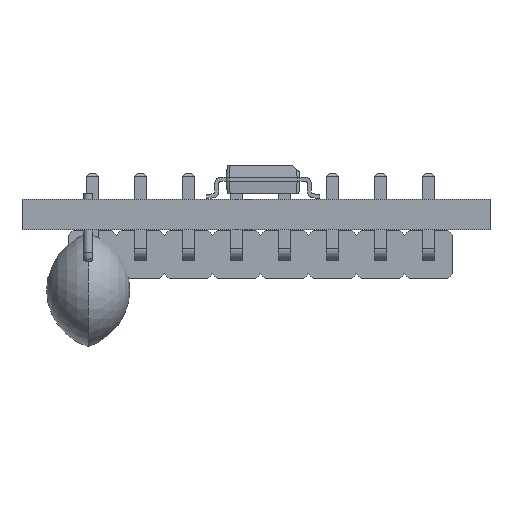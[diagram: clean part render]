
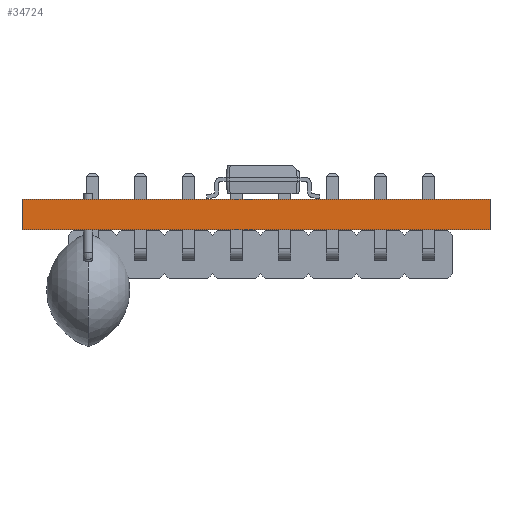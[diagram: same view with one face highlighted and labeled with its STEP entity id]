
A CAD part, front view. The second image highlights one B-rep face of the part: STEP entity #34724.
In plain terms, the highlighted planar face has unit normal (0, -1, 0).
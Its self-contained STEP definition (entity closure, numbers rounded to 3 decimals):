
#33780 = PLANE('',#33781);
#33781 = AXIS2_PLACEMENT_3D('',#33782,#33783,#33784);
#33782 = CARTESIAN_POINT('',(12.375,-12.5,0.));
#33783 = DIRECTION('',(-1.,0.,0.));
#33784 = DIRECTION('',(0.,1.,0.));
#33808 = PLANE('',#33809);
#33809 = AXIS2_PLACEMENT_3D('',#33810,#33811,#33812);
#33810 = CARTESIAN_POINT('',(12.375,12.5,1.6));
#33811 = DIRECTION('',(-0.,0.,-1.));
#33812 = DIRECTION('',(-1.,0.,0.));
#33836 = PLANE('',#33837);
#33837 = AXIS2_PLACEMENT_3D('',#33838,#33839,#33840);
#33838 = CARTESIAN_POINT('',(-12.375,12.5,0.));
#33839 = DIRECTION('',(1.,0.,-0.));
#33840 = DIRECTION('',(0.,-1.,0.));
#33862 = PLANE('',#33863);
#33863 = AXIS2_PLACEMENT_3D('',#33864,#33865,#33866);
#33864 = CARTESIAN_POINT('',(12.375,12.5,0.));
#33865 = DIRECTION('',(-0.,0.,-1.));
#33866 = DIRECTION('',(-1.,0.,0.));
#33877 = EDGE_CURVE('',#33878,#33880,#33882,.T.);
#33878 = VERTEX_POINT('',#33879);
#33879 = CARTESIAN_POINT('',(12.375,-12.5,0.));
#33880 = VERTEX_POINT('',#33881);
#33881 = CARTESIAN_POINT('',(12.375,-12.5,1.6));
#33882 = SURFACE_CURVE('',#33883,(#33887,#33894),.PCURVE_S1.);
#33883 = LINE('',#33884,#33885);
#33884 = CARTESIAN_POINT('',(12.375,-12.5,0.));
#33885 = VECTOR('',#33886,1.);
#33886 = DIRECTION('',(0.,0.,1.));
#33887 = PCURVE('',#33780,#33888);
#33888 = DEFINITIONAL_REPRESENTATION('',(#33889),#33893);
#33889 = LINE('',#33890,#33891);
#33890 = CARTESIAN_POINT('',(0.,0.));
#33891 = VECTOR('',#33892,1.);
#33892 = DIRECTION('',(0.,-1.));
#33893 = ( GEOMETRIC_REPRESENTATION_CONTEXT(2) 
PARAMETRIC_REPRESENTATION_CONTEXT() REPRESENTATION_CONTEXT('2D SPACE',''
  ) );
#33894 = PCURVE('',#33895,#33900);
#33895 = PLANE('',#33896);
#33896 = AXIS2_PLACEMENT_3D('',#33897,#33898,#33899);
#33897 = CARTESIAN_POINT('',(-12.375,-12.5,0.));
#33898 = DIRECTION('',(0.,1.,0.));
#33899 = DIRECTION('',(1.,0.,0.));
#33900 = DEFINITIONAL_REPRESENTATION('',(#33901),#33905);
#33901 = LINE('',#33902,#33903);
#33902 = CARTESIAN_POINT('',(24.75,0.));
#33903 = VECTOR('',#33904,1.);
#33904 = DIRECTION('',(0.,-1.));
#33905 = ( GEOMETRIC_REPRESENTATION_CONTEXT(2) 
PARAMETRIC_REPRESENTATION_CONTEXT() REPRESENTATION_CONTEXT('2D SPACE',''
  ) );
#33955 = VERTEX_POINT('',#33956);
#33956 = CARTESIAN_POINT('',(-12.375,-12.5,1.6));
#33977 = EDGE_CURVE('',#33978,#33955,#33980,.T.);
#33978 = VERTEX_POINT('',#33979);
#33979 = CARTESIAN_POINT('',(-12.375,-12.5,0.));
#33980 = SURFACE_CURVE('',#33981,(#33985,#33992),.PCURVE_S1.);
#33981 = LINE('',#33982,#33983);
#33982 = CARTESIAN_POINT('',(-12.375,-12.5,0.));
#33983 = VECTOR('',#33984,1.);
#33984 = DIRECTION('',(0.,0.,1.));
#33985 = PCURVE('',#33836,#33986);
#33986 = DEFINITIONAL_REPRESENTATION('',(#33987),#33991);
#33987 = LINE('',#33988,#33989);
#33988 = CARTESIAN_POINT('',(25.,0.));
#33989 = VECTOR('',#33990,1.);
#33990 = DIRECTION('',(0.,-1.));
#33991 = ( GEOMETRIC_REPRESENTATION_CONTEXT(2) 
PARAMETRIC_REPRESENTATION_CONTEXT() REPRESENTATION_CONTEXT('2D SPACE',''
  ) );
#33992 = PCURVE('',#33895,#33993);
#33993 = DEFINITIONAL_REPRESENTATION('',(#33994),#33998);
#33994 = LINE('',#33995,#33996);
#33995 = CARTESIAN_POINT('',(0.,0.));
#33996 = VECTOR('',#33997,1.);
#33997 = DIRECTION('',(0.,-1.));
#33998 = ( GEOMETRIC_REPRESENTATION_CONTEXT(2) 
PARAMETRIC_REPRESENTATION_CONTEXT() REPRESENTATION_CONTEXT('2D SPACE',''
  ) );
#34026 = EDGE_CURVE('',#33978,#33878,#34027,.T.);
#34027 = SURFACE_CURVE('',#34028,(#34032,#34039),.PCURVE_S1.);
#34028 = LINE('',#34029,#34030);
#34029 = CARTESIAN_POINT('',(-12.375,-12.5,0.));
#34030 = VECTOR('',#34031,1.);
#34031 = DIRECTION('',(1.,0.,0.));
#34032 = PCURVE('',#33862,#34033);
#34033 = DEFINITIONAL_REPRESENTATION('',(#34034),#34038);
#34034 = LINE('',#34035,#34036);
#34035 = CARTESIAN_POINT('',(24.75,-25.));
#34036 = VECTOR('',#34037,1.);
#34037 = DIRECTION('',(-1.,0.));
#34038 = ( GEOMETRIC_REPRESENTATION_CONTEXT(2) 
PARAMETRIC_REPRESENTATION_CONTEXT() REPRESENTATION_CONTEXT('2D SPACE',''
  ) );
#34039 = PCURVE('',#33895,#34040);
#34040 = DEFINITIONAL_REPRESENTATION('',(#34041),#34045);
#34041 = LINE('',#34042,#34043);
#34042 = CARTESIAN_POINT('',(0.,0.));
#34043 = VECTOR('',#34044,1.);
#34044 = DIRECTION('',(1.,0.));
#34045 = ( GEOMETRIC_REPRESENTATION_CONTEXT(2) 
PARAMETRIC_REPRESENTATION_CONTEXT() REPRESENTATION_CONTEXT('2D SPACE',''
  ) );
#34403 = EDGE_CURVE('',#33955,#33880,#34404,.T.);
#34404 = SURFACE_CURVE('',#34405,(#34409,#34416),.PCURVE_S1.);
#34405 = LINE('',#34406,#34407);
#34406 = CARTESIAN_POINT('',(-12.375,-12.5,1.6));
#34407 = VECTOR('',#34408,1.);
#34408 = DIRECTION('',(1.,0.,0.));
#34409 = PCURVE('',#33808,#34410);
#34410 = DEFINITIONAL_REPRESENTATION('',(#34411),#34415);
#34411 = LINE('',#34412,#34413);
#34412 = CARTESIAN_POINT('',(24.75,-25.));
#34413 = VECTOR('',#34414,1.);
#34414 = DIRECTION('',(-1.,0.));
#34415 = ( GEOMETRIC_REPRESENTATION_CONTEXT(2) 
PARAMETRIC_REPRESENTATION_CONTEXT() REPRESENTATION_CONTEXT('2D SPACE',''
  ) );
#34416 = PCURVE('',#33895,#34417);
#34417 = DEFINITIONAL_REPRESENTATION('',(#34418),#34422);
#34418 = LINE('',#34419,#34420);
#34419 = CARTESIAN_POINT('',(0.,-1.6));
#34420 = VECTOR('',#34421,1.);
#34421 = DIRECTION('',(1.,0.));
#34422 = ( GEOMETRIC_REPRESENTATION_CONTEXT(2) 
PARAMETRIC_REPRESENTATION_CONTEXT() REPRESENTATION_CONTEXT('2D SPACE',''
  ) );
#34724 = ADVANCED_FACE('',(#34725),#33895,.F.);
#34725 = FACE_BOUND('',#34726,.F.);
#34726 = EDGE_LOOP('',(#34727,#34728,#34729,#34730));
#34727 = ORIENTED_EDGE('',*,*,#33977,.T.);
#34728 = ORIENTED_EDGE('',*,*,#34403,.T.);
#34729 = ORIENTED_EDGE('',*,*,#33877,.F.);
#34730 = ORIENTED_EDGE('',*,*,#34026,.F.);
